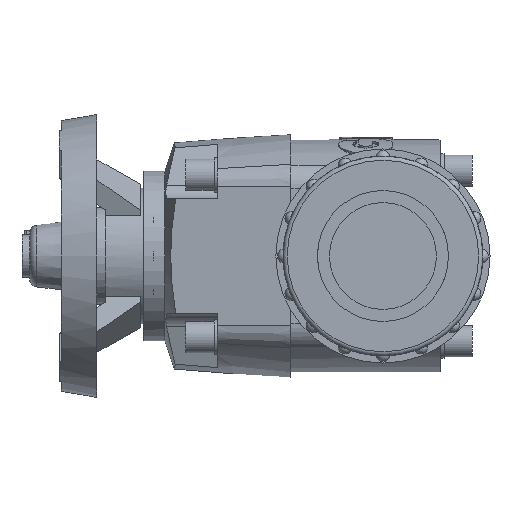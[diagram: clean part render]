
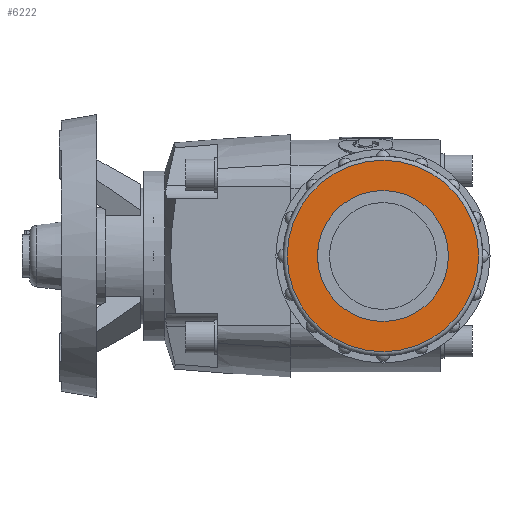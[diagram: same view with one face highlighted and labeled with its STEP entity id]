
A CAD part, left-side view. The second image highlights one B-rep face of the part: STEP entity #6222.
In plain terms, the highlighted planar face has unit normal (-1, 0, 0).
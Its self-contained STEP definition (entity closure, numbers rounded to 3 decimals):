
#29=FACE_BOUND('',#1694,.T.);
#216=PLANE('',#6951);
#1325=FACE_OUTER_BOUND('',#1693,.T.);
#1693=EDGE_LOOP('',(#5193));
#1694=EDGE_LOOP('',(#5194));
#1970=CIRCLE('',#6566,46.067);
#2022=CIRCLE('',#6652,31.51);
#2559=VERTEX_POINT('',#10560);
#2627=VERTEX_POINT('',#11101);
#3223=EDGE_CURVE('',#2559,#2559,#1970,.T.);
#3325=EDGE_CURVE('',#2627,#2627,#2022,.T.);
#5193=ORIENTED_EDGE('',*,*,#3223,.T.);
#5194=ORIENTED_EDGE('',*,*,#3325,.T.);
#6222=ADVANCED_FACE('',(#1325,#29),#216,.T.);
#6566=AXIS2_PLACEMENT_3D('',#10561,#7634,#7635);
#6652=AXIS2_PLACEMENT_3D('',#11102,#7839,#7840);
#6951=AXIS2_PLACEMENT_3D('',#12165,#8624,#8625);
#7634=DIRECTION('center_axis',(-1.,0.,0.));
#7635=DIRECTION('ref_axis',(0.,-1.,0.));
#7839=DIRECTION('center_axis',(1.,0.,0.));
#7840=DIRECTION('ref_axis',(0.,1.,0.));
#8624=DIRECTION('center_axis',(-1.,0.,0.));
#8625=DIRECTION('ref_axis',(0.,-1.,0.));
#10560=CARTESIAN_POINT('',(-110.941,46.067,0.));
#10561=CARTESIAN_POINT('Origin',(-110.941,0.,0.));
#11101=CARTESIAN_POINT('',(-110.941,-31.51,0.));
#11102=CARTESIAN_POINT('Origin',(-110.941,0.,0.));
#12165=CARTESIAN_POINT('Origin',(-110.941,0.,0.));
